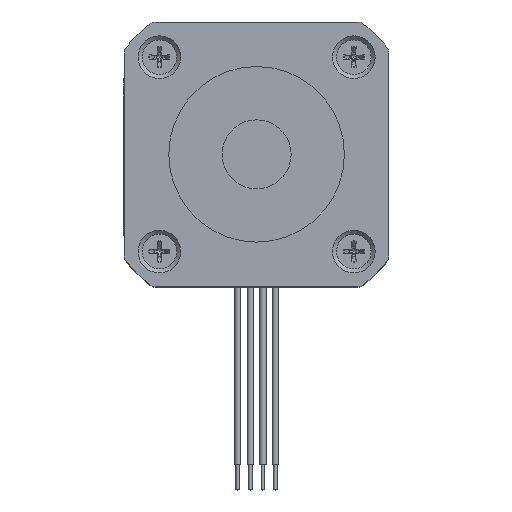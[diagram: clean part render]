
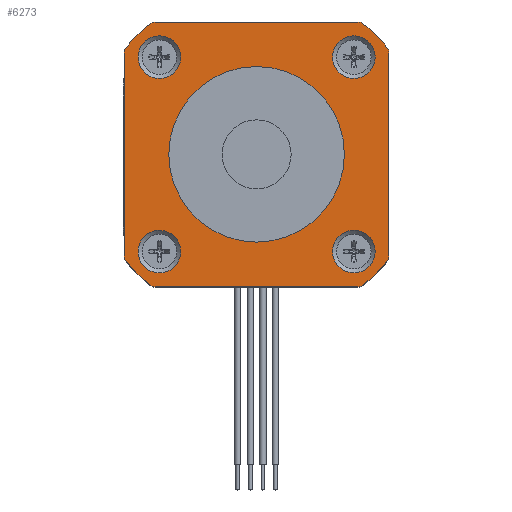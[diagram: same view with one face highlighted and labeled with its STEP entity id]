
A CAD part, top view. The second image highlights one B-rep face of the part: STEP entity #6273.
In plain terms, the highlighted face is planar.
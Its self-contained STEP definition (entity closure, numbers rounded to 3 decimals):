
#285=LINE('',#9561,#808);
#286=LINE('',#9569,#809);
#287=LINE('',#9577,#810);
#288=LINE('',#9585,#811);
#808=VECTOR('',#7643,32.311);
#809=VECTOR('',#7650,32.311);
#810=VECTOR('',#7657,32.311);
#811=VECTOR('',#7664,32.311);
#1431=FACE_BOUND('',#2018,.T.);
#1432=FACE_BOUND('',#2019,.T.);
#1433=FACE_BOUND('',#2020,.T.);
#1434=FACE_BOUND('',#2021,.T.);
#1435=FACE_BOUND('',#2022,.T.);
#1589=FACE_OUTER_BOUND('',#2017,.T.);
#2017=EDGE_LOOP('',(#4478,#4479,#4480,#4481,#4482,#4483,#4484,#4485,#4486,
#4487,#4488,#4489,#4490,#4491,#4492,#4493));
#2018=EDGE_LOOP('',(#4494));
#2019=EDGE_LOOP('',(#4495));
#2020=EDGE_LOOP('',(#4496));
#2021=EDGE_LOOP('',(#4497));
#2022=EDGE_LOOP('',(#4498));
#2518=CIRCLE('',#6725,5.5);
#2541=CIRCLE('',#6753,26.9);
#2542=CIRCLE('',#6754,1.5);
#2543=CIRCLE('',#6755,1.5);
#2544=CIRCLE('',#6756,26.9);
#2545=CIRCLE('',#6757,1.5);
#2546=CIRCLE('',#6758,1.5);
#2547=CIRCLE('',#6759,26.9);
#2548=CIRCLE('',#6760,1.5);
#2549=CIRCLE('',#6761,1.5);
#2550=CIRCLE('',#6762,26.9);
#2551=CIRCLE('',#6763,1.5);
#2552=CIRCLE('',#6764,1.5);
#2553=CIRCLE('',#6765,3.4);
#2554=CIRCLE('',#6766,3.4);
#2555=CIRCLE('',#6767,3.4);
#2556=CIRCLE('',#6768,3.4);
#2834=VERTEX_POINT('',#9472);
#2873=VERTEX_POINT('',#9555);
#2874=VERTEX_POINT('',#9556);
#2875=VERTEX_POINT('',#9558);
#2876=VERTEX_POINT('',#9560);
#2877=VERTEX_POINT('',#9562);
#2878=VERTEX_POINT('',#9564);
#2879=VERTEX_POINT('',#9566);
#2880=VERTEX_POINT('',#9568);
#2881=VERTEX_POINT('',#9570);
#2882=VERTEX_POINT('',#9572);
#2883=VERTEX_POINT('',#9574);
#2884=VERTEX_POINT('',#9576);
#2885=VERTEX_POINT('',#9578);
#2886=VERTEX_POINT('',#9580);
#2887=VERTEX_POINT('',#9582);
#2888=VERTEX_POINT('',#9584);
#2889=VERTEX_POINT('',#9587);
#2890=VERTEX_POINT('',#9589);
#2891=VERTEX_POINT('',#9591);
#2892=VERTEX_POINT('',#9593);
#3472=EDGE_CURVE('',#2834,#2834,#2518,.F.);
#3511=EDGE_CURVE('',#2873,#2874,#2541,.T.);
#3512=EDGE_CURVE('',#2875,#2873,#2542,.T.);
#3513=EDGE_CURVE('',#2876,#2875,#285,.T.);
#3514=EDGE_CURVE('',#2877,#2876,#2543,.T.);
#3515=EDGE_CURVE('',#2878,#2877,#2544,.T.);
#3516=EDGE_CURVE('',#2879,#2878,#2545,.T.);
#3517=EDGE_CURVE('',#2880,#2879,#286,.T.);
#3518=EDGE_CURVE('',#2881,#2880,#2546,.T.);
#3519=EDGE_CURVE('',#2882,#2881,#2547,.T.);
#3520=EDGE_CURVE('',#2883,#2882,#2548,.T.);
#3521=EDGE_CURVE('',#2884,#2883,#287,.T.);
#3522=EDGE_CURVE('',#2885,#2884,#2549,.T.);
#3523=EDGE_CURVE('',#2886,#2885,#2550,.T.);
#3524=EDGE_CURVE('',#2887,#2886,#2551,.T.);
#3525=EDGE_CURVE('',#2888,#2887,#288,.T.);
#3526=EDGE_CURVE('',#2874,#2888,#2552,.T.);
#3527=EDGE_CURVE('',#2889,#2889,#2553,.T.);
#3528=EDGE_CURVE('',#2890,#2890,#2554,.T.);
#3529=EDGE_CURVE('',#2891,#2891,#2555,.T.);
#3530=EDGE_CURVE('',#2892,#2892,#2556,.T.);
#4478=ORIENTED_EDGE('',*,*,#3511,.F.);
#4479=ORIENTED_EDGE('',*,*,#3512,.F.);
#4480=ORIENTED_EDGE('',*,*,#3513,.F.);
#4481=ORIENTED_EDGE('',*,*,#3514,.F.);
#4482=ORIENTED_EDGE('',*,*,#3515,.F.);
#4483=ORIENTED_EDGE('',*,*,#3516,.F.);
#4484=ORIENTED_EDGE('',*,*,#3517,.F.);
#4485=ORIENTED_EDGE('',*,*,#3518,.F.);
#4486=ORIENTED_EDGE('',*,*,#3519,.F.);
#4487=ORIENTED_EDGE('',*,*,#3520,.F.);
#4488=ORIENTED_EDGE('',*,*,#3521,.F.);
#4489=ORIENTED_EDGE('',*,*,#3522,.F.);
#4490=ORIENTED_EDGE('',*,*,#3523,.F.);
#4491=ORIENTED_EDGE('',*,*,#3524,.F.);
#4492=ORIENTED_EDGE('',*,*,#3525,.F.);
#4493=ORIENTED_EDGE('',*,*,#3526,.F.);
#4494=ORIENTED_EDGE('',*,*,#3472,.T.);
#4495=ORIENTED_EDGE('',*,*,#3527,.T.);
#4496=ORIENTED_EDGE('',*,*,#3528,.T.);
#4497=ORIENTED_EDGE('',*,*,#3529,.T.);
#4498=ORIENTED_EDGE('',*,*,#3530,.T.);
#6022=PLANE('',#6752);
#6273=ADVANCED_FACE('',(#1589,#1431,#1432,#1433,#1434,#1435),#6022,.F.);
#6725=AXIS2_PLACEMENT_3D('',#9473,#7567,#7568);
#6752=AXIS2_PLACEMENT_3D('',#9554,#7637,#7638);
#6753=AXIS2_PLACEMENT_3D('',#9557,#7639,#7640);
#6754=AXIS2_PLACEMENT_3D('',#9559,#7641,#7642);
#6755=AXIS2_PLACEMENT_3D('',#9563,#7644,#7645);
#6756=AXIS2_PLACEMENT_3D('',#9565,#7646,#7647);
#6757=AXIS2_PLACEMENT_3D('',#9567,#7648,#7649);
#6758=AXIS2_PLACEMENT_3D('',#9571,#7651,#7652);
#6759=AXIS2_PLACEMENT_3D('',#9573,#7653,#7654);
#6760=AXIS2_PLACEMENT_3D('',#9575,#7655,#7656);
#6761=AXIS2_PLACEMENT_3D('',#9579,#7658,#7659);
#6762=AXIS2_PLACEMENT_3D('',#9581,#7660,#7661);
#6763=AXIS2_PLACEMENT_3D('',#9583,#7662,#7663);
#6764=AXIS2_PLACEMENT_3D('',#9586,#7665,#7666);
#6765=AXIS2_PLACEMENT_3D('',#9588,#7667,#7668);
#6766=AXIS2_PLACEMENT_3D('',#9590,#7669,#7670);
#6767=AXIS2_PLACEMENT_3D('',#9592,#7671,#7672);
#6768=AXIS2_PLACEMENT_3D('',#9594,#7673,#7674);
#7567=DIRECTION('center_axis',(0.,0.,-1.));
#7568=DIRECTION('ref_axis',(-1.,0.,0.));
#7637=DIRECTION('center_axis',(0.,0.,1.));
#7638=DIRECTION('ref_axis',(1.,0.,0.));
#7639=DIRECTION('center_axis',(0.,0.,1.));
#7640=DIRECTION('ref_axis',(1.,0.,0.));
#7641=DIRECTION('center_axis',(0.,0.,1.));
#7642=DIRECTION('ref_axis',(-1.,0.,0.));
#7643=DIRECTION('',(0.,-1.,0.));
#7644=DIRECTION('center_axis',(0.,0.,1.));
#7645=DIRECTION('ref_axis',(-1.,0.,0.));
#7646=DIRECTION('center_axis',(0.,0.,1.));
#7647=DIRECTION('ref_axis',(1.,0.,0.));
#7648=DIRECTION('center_axis',(0.,0.,1.));
#7649=DIRECTION('ref_axis',(-1.,0.,0.));
#7650=DIRECTION('',(-1.,0.,0.));
#7651=DIRECTION('center_axis',(0.,0.,1.));
#7652=DIRECTION('ref_axis',(-1.,0.,0.));
#7653=DIRECTION('center_axis',(0.,0.,1.));
#7654=DIRECTION('ref_axis',(1.,0.,0.));
#7655=DIRECTION('center_axis',(0.,0.,1.));
#7656=DIRECTION('ref_axis',(-1.,0.,0.));
#7657=DIRECTION('',(0.,1.,0.));
#7658=DIRECTION('center_axis',(0.,0.,1.));
#7659=DIRECTION('ref_axis',(-1.,0.,0.));
#7660=DIRECTION('center_axis',(0.,0.,1.));
#7661=DIRECTION('ref_axis',(1.,0.,0.));
#7662=DIRECTION('center_axis',(0.,0.,1.));
#7663=DIRECTION('ref_axis',(-1.,0.,0.));
#7664=DIRECTION('',(1.,0.,0.));
#7665=DIRECTION('center_axis',(0.,0.,1.));
#7666=DIRECTION('ref_axis',(1.,0.,0.));
#7667=DIRECTION('center_axis',(0.,0.,1.));
#7668=DIRECTION('ref_axis',(1.,0.,0.));
#7669=DIRECTION('center_axis',(0.,0.,1.));
#7670=DIRECTION('ref_axis',(1.,0.,0.));
#7671=DIRECTION('center_axis',(0.,0.,1.));
#7672=DIRECTION('ref_axis',(1.,0.,0.));
#7673=DIRECTION('center_axis',(0.,0.,1.));
#7674=DIRECTION('ref_axis',(1.,0.,0.));
#9472=CARTESIAN_POINT('',(-5.5,0.,1.8));
#9473=CARTESIAN_POINT('Origin',(0.,0.,1.8));
#9554=CARTESIAN_POINT('Origin',(0.,0.,1.8));
#9555=CARTESIAN_POINT('',(-20.757,-17.11,1.8));
#9556=CARTESIAN_POINT('',(-17.11,-20.757,1.8));
#9557=CARTESIAN_POINT('Origin',(0.,0.,1.8));
#9558=CARTESIAN_POINT('',(-21.1,-16.155,1.8));
#9559=CARTESIAN_POINT('Origin',(-19.6,-16.155,1.8));
#9560=CARTESIAN_POINT('',(-21.1,16.155,1.8));
#9561=CARTESIAN_POINT('',(-21.1,16.155,1.8));
#9562=CARTESIAN_POINT('',(-20.757,17.11,1.8));
#9563=CARTESIAN_POINT('Origin',(-19.6,16.155,1.8));
#9564=CARTESIAN_POINT('',(-17.11,20.757,1.8));
#9565=CARTESIAN_POINT('Origin',(0.,0.,1.8));
#9566=CARTESIAN_POINT('',(-16.155,21.1,1.8));
#9567=CARTESIAN_POINT('Origin',(-16.155,19.6,1.8));
#9568=CARTESIAN_POINT('',(16.155,21.1,1.8));
#9569=CARTESIAN_POINT('',(16.155,21.1,1.8));
#9570=CARTESIAN_POINT('',(17.11,20.757,1.8));
#9571=CARTESIAN_POINT('Origin',(16.155,19.6,1.8));
#9572=CARTESIAN_POINT('',(20.757,17.11,1.8));
#9573=CARTESIAN_POINT('Origin',(0.,0.,1.8));
#9574=CARTESIAN_POINT('',(21.1,16.155,1.8));
#9575=CARTESIAN_POINT('Origin',(19.6,16.155,1.8));
#9576=CARTESIAN_POINT('',(21.1,-16.155,1.8));
#9577=CARTESIAN_POINT('',(21.1,-16.155,1.8));
#9578=CARTESIAN_POINT('',(20.757,-17.11,1.8));
#9579=CARTESIAN_POINT('Origin',(19.6,-16.155,1.8));
#9580=CARTESIAN_POINT('',(17.11,-20.757,1.8));
#9581=CARTESIAN_POINT('Origin',(0.,0.,1.8));
#9582=CARTESIAN_POINT('',(16.155,-21.1,1.8));
#9583=CARTESIAN_POINT('Origin',(16.155,-19.6,1.8));
#9584=CARTESIAN_POINT('',(-16.155,-21.1,1.8));
#9585=CARTESIAN_POINT('',(-16.155,-21.1,1.8));
#9586=CARTESIAN_POINT('Origin',(-16.155,-19.6,1.8));
#9587=CARTESIAN_POINT('',(18.9,-15.5,1.8));
#9588=CARTESIAN_POINT('Origin',(15.5,-15.5,1.8));
#9589=CARTESIAN_POINT('',(-12.1,-15.5,1.8));
#9590=CARTESIAN_POINT('Origin',(-15.5,-15.5,1.8));
#9591=CARTESIAN_POINT('',(18.9,15.5,1.8));
#9592=CARTESIAN_POINT('Origin',(15.5,15.5,1.8));
#9593=CARTESIAN_POINT('',(-12.1,15.5,1.8));
#9594=CARTESIAN_POINT('Origin',(-15.5,15.5,1.8));
